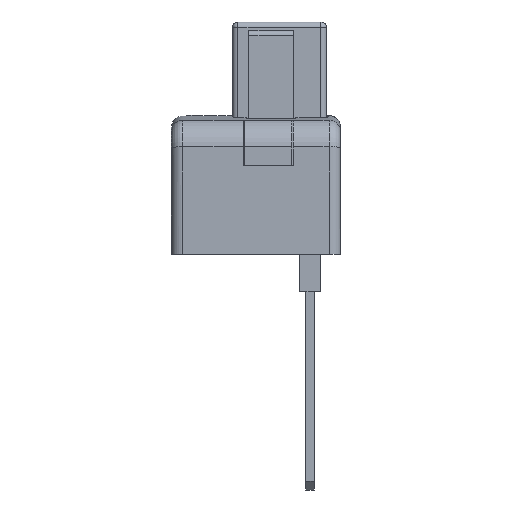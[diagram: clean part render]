
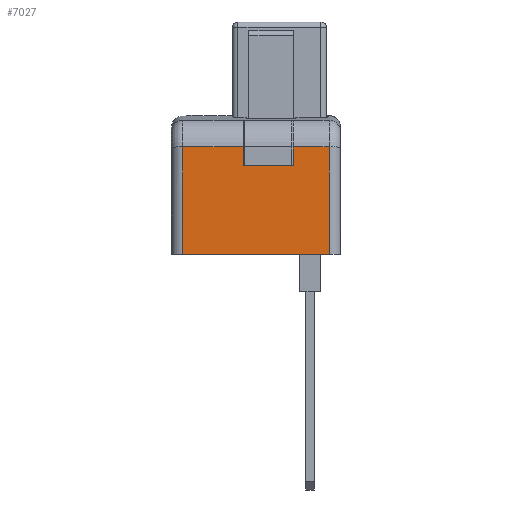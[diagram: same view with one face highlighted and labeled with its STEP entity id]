
A CAD part, front view. The second image highlights one B-rep face of the part: STEP entity #7027.
In plain terms, the highlighted planar face has unit normal (0, -1, 0).
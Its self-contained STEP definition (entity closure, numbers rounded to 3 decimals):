
#6411 = VERTEX_POINT ( 'NONE', #14715 ) ;
#6478 = EDGE_CURVE ( 'NONE', #6411, #6479, #14873, .T. ) ;
#6479 = VERTEX_POINT ( 'NONE', #14869 ) ;
#7007 = VERTEX_POINT ( 'NONE', #16174 ) ;
#7009 = EDGE_CURVE ( 'NONE', #7010, #7007, #16173, .T. ) ;
#7010 = VERTEX_POINT ( 'NONE', #16169 ) ;
#7013 = VERTEX_POINT ( 'NONE', #16167 ) ;
#7015 = EDGE_CURVE ( 'NONE', #7016, #7013, #16166, .T. ) ;
#7016 = VERTEX_POINT ( 'NONE', #16162 ) ;
#7017 = ORIENTED_EDGE ( 'NONE', *, *, #7009, .T. ) ;
#7027 = ADVANCED_FACE ( 'NONE', ( #16182 ), #16202, .T. ) ;
#7028 = EDGE_LOOP ( 'NONE', ( #7029, #7087, #7088, #7091, #7093, #7094, #7097, #7017 ) ) ;
#7029 = ORIENTED_EDGE ( 'NONE', *, *, #7030, .F. ) ;
#7030 = EDGE_CURVE ( 'NONE', #7016, #7007, #16196, .T. ) ;
#7087 = ORIENTED_EDGE ( 'NONE', *, *, #7015, .T. ) ;
#7088 = ORIENTED_EDGE ( 'NONE', *, *, #7089, .T. ) ;
#7089 = EDGE_CURVE ( 'NONE', #7013, #7090, #16417, .T. ) ;
#7090 = VERTEX_POINT ( 'NONE', #16413 ) ;
#7091 = ORIENTED_EDGE ( 'NONE', *, *, #7092, .T. ) ;
#7092 = EDGE_CURVE ( 'NONE', #7090, #6479, #16412, .T. ) ;
#7093 = ORIENTED_EDGE ( 'NONE', *, *, #6478, .F. ) ;
#7094 = ORIENTED_EDGE ( 'NONE', *, *, #7095, .T. ) ;
#7095 = EDGE_CURVE ( 'NONE', #6411, #7096, #16408, .T. ) ;
#7096 = VERTEX_POINT ( 'NONE', #16404 ) ;
#7097 = ORIENTED_EDGE ( 'NONE', *, *, #7098, .T. ) ;
#7098 = EDGE_CURVE ( 'NONE', #7096, #7010, #16403, .T. ) ;
#14715 = CARTESIAN_POINT ( 'NONE',  ( 29., -40.527, -19.886 ) ) ;
#14869 = CARTESIAN_POINT ( 'NONE',  ( 2.5, -40.527, -19.886 ) ) ;
#14870 = DIRECTION ( 'NONE',  ( -1., 0., 0. ) ) ;
#14871 = VECTOR ( 'NONE', #14870, 1000. ) ;
#14872 = CARTESIAN_POINT ( 'NONE',  ( 31., -40.527, -19.886 ) ) ;
#14873 = LINE ( 'NONE', #14872, #14871 ) ;
#16162 = CARTESIAN_POINT ( 'NONE',  ( 13.5, -40.527, -3.886 ) ) ;
#16163 = DIRECTION ( 'NONE',  ( 0., 0., 1. ) ) ;
#16164 = VECTOR ( 'NONE', #16163, 1000. ) ;
#16165 = CARTESIAN_POINT ( 'NONE',  ( 13.5, -40.527, -19.886 ) ) ;
#16166 = LINE ( 'NONE', #16165, #16164 ) ;
#16167 = CARTESIAN_POINT ( 'NONE',  ( 13.5, -40.527, -0.463 ) ) ;
#16169 = CARTESIAN_POINT ( 'NONE',  ( 22.5, -40.527, -0.463 ) ) ;
#16170 = DIRECTION ( 'NONE',  ( 0., 0., -1. ) ) ;
#16171 = VECTOR ( 'NONE', #16170, 1000. ) ;
#16172 = CARTESIAN_POINT ( 'NONE',  ( 22.5, -40.527, -19.886 ) ) ;
#16173 = LINE ( 'NONE', #16172, #16171 ) ;
#16174 = CARTESIAN_POINT ( 'NONE',  ( 22.5, -40.527, -3.886 ) ) ;
#16182 = FACE_OUTER_BOUND ( 'NONE', #7028, .T. ) ;
#16194 = VECTOR ( 'NONE', #16243, 1000. ) ;
#16195 = CARTESIAN_POINT ( 'NONE',  ( 31., -40.527, -3.886 ) ) ;
#16196 = LINE ( 'NONE', #16195, #16194 ) ;
#16198 = DIRECTION ( 'NONE',  ( 0., 0., -1. ) ) ;
#16199 = DIRECTION ( 'NONE',  ( 0., -1., 0. ) ) ;
#16200 = CARTESIAN_POINT ( 'NONE',  ( 31., -40.527, -19.886 ) ) ;
#16201 = AXIS2_PLACEMENT_3D ( 'NONE', #16200, #16199, #16198 ) ;
#16202 = PLANE ( 'NONE',  #16201 ) ;
#16243 = DIRECTION ( 'NONE',  ( 1., 0., 0. ) ) ;
#16400 = DIRECTION ( 'NONE',  ( -1., 0., 0. ) ) ;
#16401 = VECTOR ( 'NONE', #16400, 1000. ) ;
#16402 = CARTESIAN_POINT ( 'NONE',  ( 31., -40.527, -0.463 ) ) ;
#16403 = LINE ( 'NONE', #16402, #16401 ) ;
#16404 = CARTESIAN_POINT ( 'NONE',  ( 29., -40.527, -0.463 ) ) ;
#16405 = DIRECTION ( 'NONE',  ( 0., 0., 1. ) ) ;
#16406 = VECTOR ( 'NONE', #16405, 1000. ) ;
#16407 = CARTESIAN_POINT ( 'NONE',  ( 29., -40.527, -19.886 ) ) ;
#16408 = LINE ( 'NONE', #16407, #16406 ) ;
#16409 = DIRECTION ( 'NONE',  ( 0., 0., -1. ) ) ;
#16410 = VECTOR ( 'NONE', #16409, 1000. ) ;
#16411 = CARTESIAN_POINT ( 'NONE',  ( 2.5, -40.527, -19.886 ) ) ;
#16412 = LINE ( 'NONE', #16411, #16410 ) ;
#16413 = CARTESIAN_POINT ( 'NONE',  ( 2.5, -40.527, -0.463 ) ) ;
#16414 = DIRECTION ( 'NONE',  ( -1., 0., 0. ) ) ;
#16415 = VECTOR ( 'NONE', #16414, 1000. ) ;
#16416 = CARTESIAN_POINT ( 'NONE',  ( 31., -40.527, -0.463 ) ) ;
#16417 = LINE ( 'NONE', #16416, #16415 ) ;
